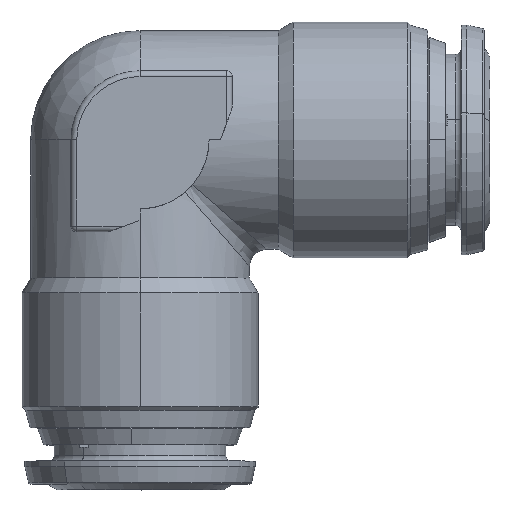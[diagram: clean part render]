
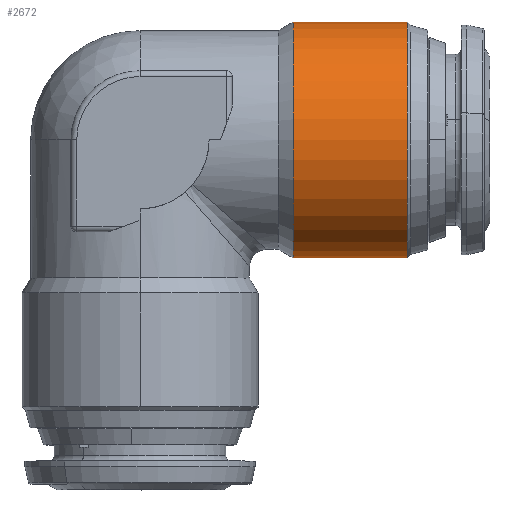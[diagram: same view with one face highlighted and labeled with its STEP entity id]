
A CAD part, top view. The second image highlights one B-rep face of the part: STEP entity #2672.
In plain terms, the highlighted cylindrical face has radius 10.25 mm (diameter 20.5 mm), a partial arc.
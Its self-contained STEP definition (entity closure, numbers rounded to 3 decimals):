
#107 = AXIS2_PLACEMENT_3D ( 'NONE', #3423, #3424, #3425 ) ;
#113 = AXIS2_PLACEMENT_3D ( 'NONE', #3447, #3448, #3449 ) ;
#641 = EDGE_LOOP ( 'NONE', ( #1314, #1313, #1312, #1311 ) ) ;
#974 = EDGE_CURVE ( 'NONE', #3669, #3670, #4819, .T. ) ;
#982 = EDGE_CURVE ( 'NONE', #3662, #3661, #4829, .T. ) ;
#1005 = EDGE_CURVE ( 'NONE', #3661, #3669, #4855, .T. ) ;
#1006 = EDGE_CURVE ( 'NONE', #3662, #3670, #4857, .T. ) ;
#1311 = ORIENTED_EDGE ( 'NONE', *, *, #1006, .F. ) ;
#1312 = ORIENTED_EDGE ( 'NONE', *, *, #974, .T. ) ;
#1313 = ORIENTED_EDGE ( 'NONE', *, *, #1005, .T. ) ;
#1314 = ORIENTED_EDGE ( 'NONE', *, *, #982, .T. ) ;
#2199 = FACE_OUTER_BOUND ( 'NONE', #641, .T. ) ;
#2207 = CYLINDRICAL_SURFACE ( 'NONE', #2738, 10.25 ) ;
#2672 = ADVANCED_FACE ( 'NONE', ( #2199 ), #2207, .T. ) ;
#2738 = AXIS2_PLACEMENT_3D ( 'NONE', #4295, #4296, #4304 ) ;
#3423 = CARTESIAN_POINT ( 'NONE',  ( 23.202, 25.8, 0. ) ) ;
#3424 = DIRECTION ( 'NONE',  ( -1., 0., 0. ) ) ;
#3425 = DIRECTION ( 'NONE',  ( 0., -1., 0. ) ) ;
#3447 = CARTESIAN_POINT ( 'NONE',  ( 13.299, 25.8, 0. ) ) ;
#3448 = DIRECTION ( 'NONE',  ( 1., 0., 0. ) ) ;
#3449 = DIRECTION ( 'NONE',  ( 0., 1., 0. ) ) ;
#3541 = CARTESIAN_POINT ( 'NONE',  ( 25.8, 15.55, 0. ) ) ;
#3542 = DIRECTION ( 'NONE',  ( 1., 0., 0. ) ) ;
#3543 = CARTESIAN_POINT ( 'NONE',  ( 25.8, 36.05, 0. ) ) ;
#3544 = DIRECTION ( 'NONE',  ( 1., 0., 0. ) ) ;
#3661 = VERTEX_POINT ( 'NONE', #5613 ) ;
#3662 = VERTEX_POINT ( 'NONE', #5628 ) ;
#3669 = VERTEX_POINT ( 'NONE', #5624 ) ;
#3670 = VERTEX_POINT ( 'NONE', #5634 ) ;
#4295 = CARTESIAN_POINT ( 'NONE',  ( 25.8, 25.8, 0. ) ) ;
#4296 = DIRECTION ( 'NONE',  ( 1., 0., 0. ) ) ;
#4304 = DIRECTION ( 'NONE',  ( 0., 1., 0. ) ) ;
#4819 = CIRCLE ( 'NONE', #107, 10.25 ) ;
#4829 = CIRCLE ( 'NONE', #113, 10.25 ) ;
#4855 = LINE ( 'NONE', #3541, #4858 ) ;
#4857 = LINE ( 'NONE', #3543, #4860 ) ;
#4858 = VECTOR ( 'NONE', #3542, 1000. ) ;
#4860 = VECTOR ( 'NONE', #3544, 1000. ) ;
#5613 = CARTESIAN_POINT ( 'NONE',  ( 13.299, 15.55, 0. ) ) ;
#5624 = CARTESIAN_POINT ( 'NONE',  ( 23.202, 15.55, 0. ) ) ;
#5628 = CARTESIAN_POINT ( 'NONE',  ( 13.299, 36.05, 0. ) ) ;
#5634 = CARTESIAN_POINT ( 'NONE',  ( 23.202, 36.05, 0. ) ) ;
